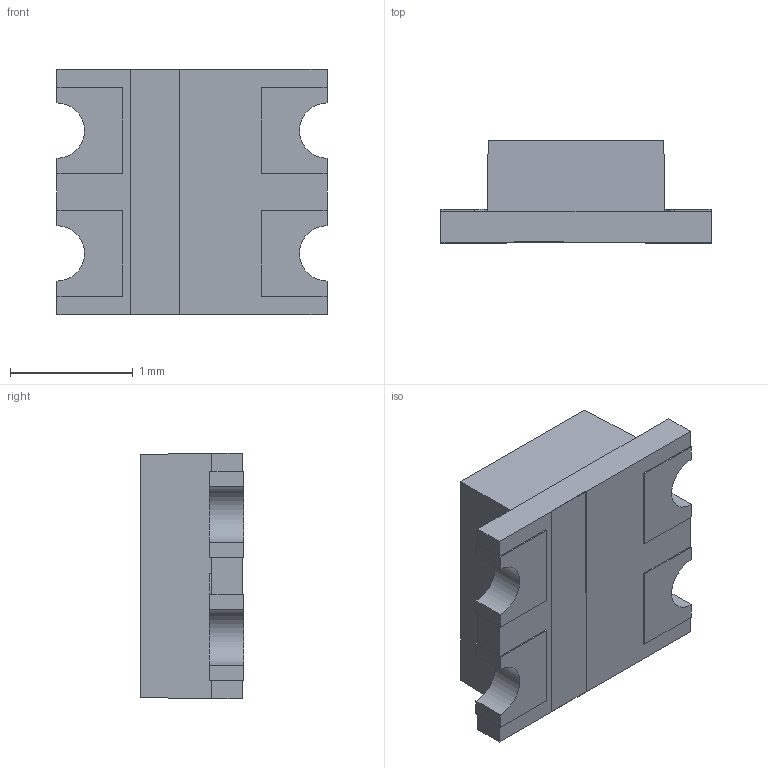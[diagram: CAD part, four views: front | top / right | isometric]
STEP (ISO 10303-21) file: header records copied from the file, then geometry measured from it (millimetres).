
FILE_DESCRIPTION(/* description */ ('STEP AP242','CAx-IF Rec.Pracs.---Representation and Presentation of Product Manufacturing Information (PMI)---4.0---2014-10-13','CAx-IF Rec.Pracs.---3D Tessellated Geometry---0.4---2014-09-14','2;1'),/* implementation_level */ '2;1');
FILE_NAME(/* name */ '63f6318500484f20715f601e',/* time_stamp */ '2023-02-22T15:15:18+00:00',/* author */ (''),/* organization */ (''),/* preprocessor_version */ 'ST-DEVELOPER v18.102',/* originating_system */ ' ',/* authorisation */ ' ');
FILE_SCHEMA (('AP242_MANAGED_MODEL_BASED_3D_ENGINEERING_MIM_LF { 1 0 10303 442 1 1 4 }'));
Length unit declared in the file: metre
Products named in the file (6): WS2812-2020
Bounding box: 2.2 x 0.84 x 2 mm (x, y, z)
Volume: 2.7 mm3; surface area: 20.9 mm2
Topology: 6 solids, 6 shells, 106 faces, 259 edges, 165 vertices
Faces by surface type: plane 85, cylinder 20, bspline 1
Entity records: 3273 total; most frequent: CARTESIAN_POINT 552, DIRECTION 528, ORIENTED_EDGE 518, EDGE_CURVE 259, LINE 206, VECTOR 206, VERTEX_POINT 165, AXIS2_PLACEMENT_3D 161
